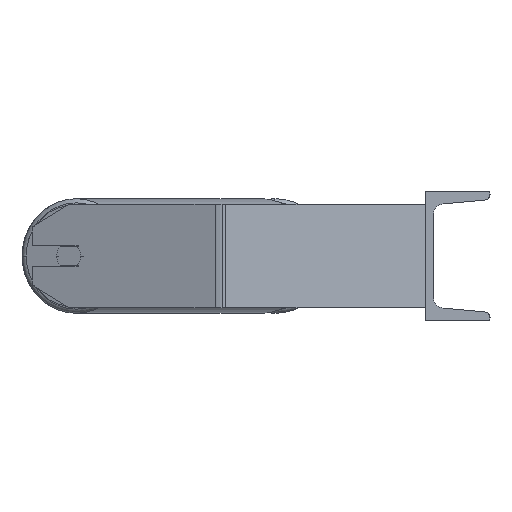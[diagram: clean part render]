
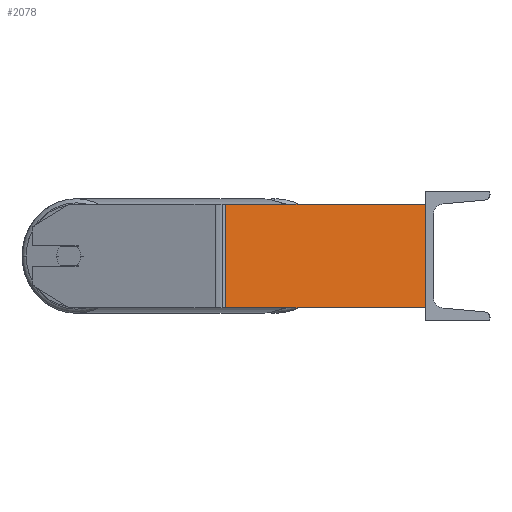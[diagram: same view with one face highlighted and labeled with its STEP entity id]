
A CAD part, left-side view. The second image highlights one B-rep face of the part: STEP entity #2078.
In plain terms, the highlighted planar face has unit normal (-0.985, -0.174, 0).
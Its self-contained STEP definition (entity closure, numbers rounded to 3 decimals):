
#152 = VECTOR ( 'NONE', #9010, 1000. ) ;
#214 = DIRECTION ( 'NONE',  ( 0.174, -0.985, 0. ) ) ;
#625 = ORIENTED_EDGE ( 'NONE', *, *, #3986, .F. ) ;
#1158 = DIRECTION ( 'NONE',  ( 0., 0., -1. ) ) ;
#1188 = CARTESIAN_POINT ( 'NONE',  ( -712.379, 155.272, -40. ) ) ;
#1216 = CARTESIAN_POINT ( 'NONE',  ( -685., 0., -40. ) ) ;
#1704 = LINE ( 'NONE', #6565, #7339 ) ;
#2078 = ADVANCED_FACE ( 'NONE', ( #6578 ), #6481, .F. ) ;
#2323 = VERTEX_POINT ( 'NONE', #7921 ) ;
#2685 = EDGE_LOOP ( 'NONE', ( #8781, #625, #6046, #4627 ) ) ;
#3076 = VERTEX_POINT ( 'NONE', #1216 ) ;
#3203 = CARTESIAN_POINT ( 'NONE',  ( -713.123, 159.494, -40. ) ) ;
#3571 = CARTESIAN_POINT ( 'NONE',  ( -685., 0., 40. ) ) ;
#3823 = VECTOR ( 'NONE', #6579, 1000. ) ;
#3956 = LINE ( 'NONE', #5990, #6845 ) ;
#3986 = EDGE_CURVE ( 'NONE', #5066, #3076, #3956, .T. ) ;
#4518 = DIRECTION ( 'NONE',  ( 0.985, 0.174, 0. ) ) ;
#4566 = LINE ( 'NONE', #6621, #3823 ) ;
#4627 = ORIENTED_EDGE ( 'NONE', *, *, #7812, .T. ) ;
#5066 = VERTEX_POINT ( 'NONE', #3571 ) ;
#5358 = VERTEX_POINT ( 'NONE', #1188 ) ;
#5520 = AXIS2_PLACEMENT_3D ( 'NONE', #8010, #4518, #7867 ) ;
#5990 = CARTESIAN_POINT ( 'NONE',  ( -685., 0., 40. ) ) ;
#6046 = ORIENTED_EDGE ( 'NONE', *, *, #8107, .F. ) ;
#6481 = PLANE ( 'NONE',  #5520 ) ;
#6565 = CARTESIAN_POINT ( 'NONE',  ( -713.123, 159.494, 40. ) ) ;
#6578 = FACE_OUTER_BOUND ( 'NONE', #2685, .T. ) ;
#6579 = DIRECTION ( 'NONE',  ( 0., 0., -1. ) ) ;
#6621 = CARTESIAN_POINT ( 'NONE',  ( -712.379, 155.272, 40. ) ) ;
#6845 = VECTOR ( 'NONE', #1158, 1000. ) ;
#7339 = VECTOR ( 'NONE', #214, 1000. ) ;
#7812 = EDGE_CURVE ( 'NONE', #2323, #5358, #4566, .T. ) ;
#7867 = DIRECTION ( 'NONE',  ( -0.174, 0.985, 0. ) ) ;
#7921 = CARTESIAN_POINT ( 'NONE',  ( -712.379, 155.272, 40. ) ) ;
#8010 = CARTESIAN_POINT ( 'NONE',  ( -713.123, 159.494, 40. ) ) ;
#8107 = EDGE_CURVE ( 'NONE', #2323, #5066, #1704, .T. ) ;
#8222 = LINE ( 'NONE', #3203, #152 ) ;
#8649 = EDGE_CURVE ( 'NONE', #5358, #3076, #8222, .T. ) ;
#8781 = ORIENTED_EDGE ( 'NONE', *, *, #8649, .T. ) ;
#9010 = DIRECTION ( 'NONE',  ( 0.174, -0.985, 0. ) ) ;
